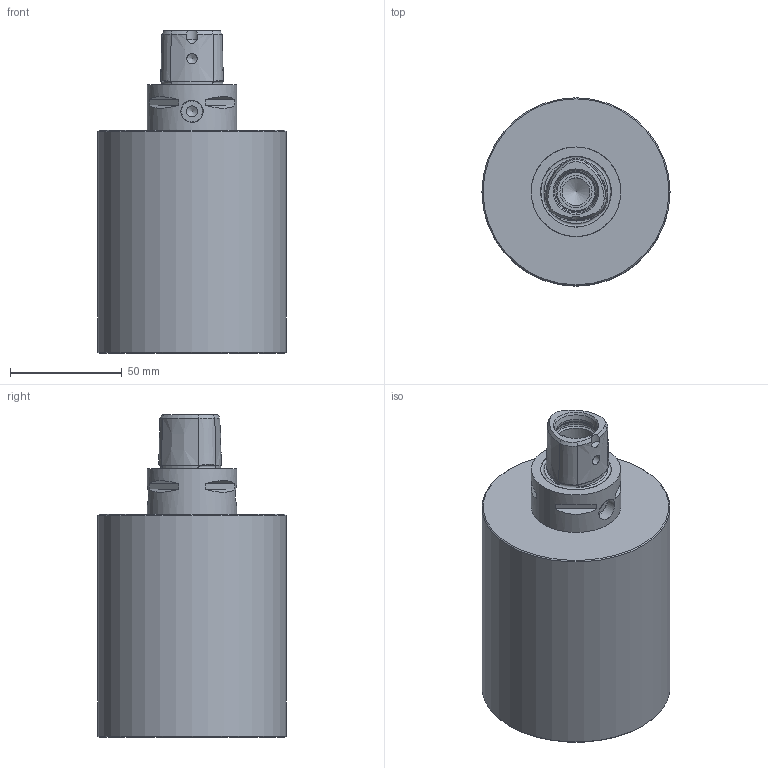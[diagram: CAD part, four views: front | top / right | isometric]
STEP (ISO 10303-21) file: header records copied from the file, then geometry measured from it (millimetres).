
FILE_DESCRIPTION(/* description */ (''),/* implementation_level */ '2;1');
FILE_NAME(/* name */ '04_120_084.stp',/* time_stamp */ '2022-07-28T12:00:56+02:00',/* author */ ('cad'),/* organization */ (''),/* preprocessor_version */ 'ST-DEVELOPER v18.1',/* originating_system */ 'Autodesk Inventor 2021',/* authorisation */ '');
FILE_SCHEMA (('AUTOMOTIVE_DESIGN { 1 0 10303 214 3 1 1 }'));
Length unit declared in the file: millimetre
Products named in the file (1): 04_120_084
Bounding box: 84 x 84 x 144 mm (x, y, z)
Volume: 582648.6 mm3; surface area: 44035.5 mm2
Topology: 1 solids, 1 shells, 88 faces, 240 edges, 161 vertices
Faces by surface type: cone 32, cylinder 28, plane 25, torus 3
Full cylindrical faces by diameter (mm): 2.5 x1, 4.6 x2, 9 x1, 10 x1, 12.376 x1, 14.3 x1, 18 x2, 20 x1, 40 x1, 84 x1
Entity records: 3180 total; most frequent: CARTESIAN_POINT 887, DIRECTION 489, ORIENTED_EDGE 470, EDGE_CURVE 235, AXIS2_PLACEMENT_3D 211, VERTEX_POINT 161, CIRCLE 114, EDGE_LOOP 102
